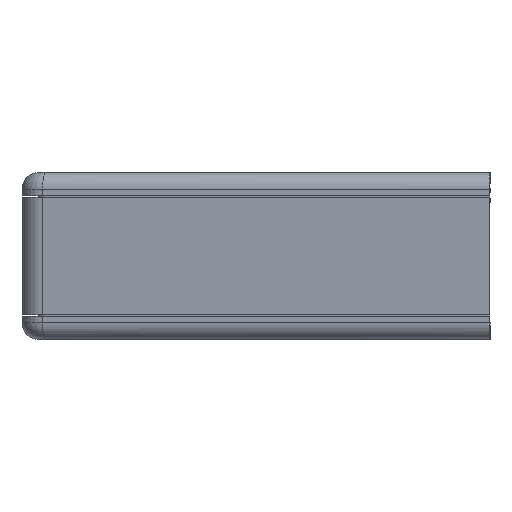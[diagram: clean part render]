
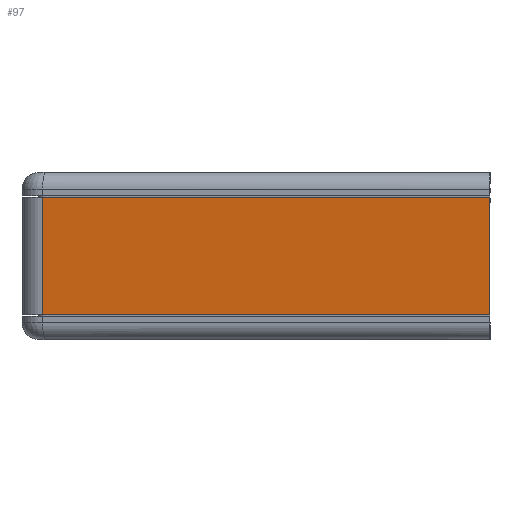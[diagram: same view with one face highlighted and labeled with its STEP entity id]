
A CAD part, left-side view. The second image highlights one B-rep face of the part: STEP entity #97.
In plain terms, the highlighted planar face has unit normal (-0.984, 0.176, 0).
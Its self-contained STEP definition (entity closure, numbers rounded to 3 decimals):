
#26 = LINE ( 'NONE', #1358, #1413 ) ;
#97 = ADVANCED_FACE ( 'NONE', ( #2778 ), #191, .F. ) ;
#191 = PLANE ( 'NONE',  #1453 ) ;
#317 = LINE ( 'NONE', #2013, #669 ) ;
#399 = DIRECTION ( 'NONE',  ( 0.176, 0.984, 0. ) ) ;
#568 = LINE ( 'NONE', #1208, #1306 ) ;
#669 = VECTOR ( 'NONE', #1367, 1000. ) ;
#771 = VERTEX_POINT ( 'NONE', #1430 ) ;
#777 = ORIENTED_EDGE ( 'NONE', *, *, #1290, .T. ) ;
#841 = CARTESIAN_POINT ( 'NONE',  ( -71.721, -1.236, 5. ) ) ;
#1052 = DIRECTION ( 'NONE',  ( 0.984, -0.176, 0. ) ) ;
#1076 = EDGE_CURVE ( 'NONE', #2213, #2656, #1705, .T. ) ;
#1128 = DIRECTION ( 'NONE',  ( 0.176, 0.984, 0. ) ) ;
#1154 = VERTEX_POINT ( 'NONE', #2569 ) ;
#1208 = CARTESIAN_POINT ( 'NONE',  ( -76.5, -28., 5. ) ) ;
#1225 = ORIENTED_EDGE ( 'NONE', *, *, #2070, .T. ) ;
#1262 = CARTESIAN_POINT ( 'NONE',  ( -76.5, -28., -3.5 ) ) ;
#1276 = CARTESIAN_POINT ( 'NONE',  ( -76.679, -29., -3.5 ) ) ;
#1290 = EDGE_CURVE ( 'NONE', #771, #1154, #26, .T. ) ;
#1306 = VECTOR ( 'NONE', #1435, 1000. ) ;
#1358 = CARTESIAN_POINT ( 'NONE',  ( -76.679, -29., 3.5 ) ) ;
#1367 = DIRECTION ( 'NONE',  ( 0., 0., -1. ) ) ;
#1413 = VECTOR ( 'NONE', #1128, 1000. ) ;
#1430 = CARTESIAN_POINT ( 'NONE',  ( -76.5, -28., 3.5 ) ) ;
#1435 = DIRECTION ( 'NONE',  ( 0., 0., -1. ) ) ;
#1453 = AXIS2_PLACEMENT_3D ( 'NONE', #841, #1052, #1928 ) ;
#1705 = LINE ( 'NONE', #1276, #2087 ) ;
#1743 = EDGE_LOOP ( 'NONE', ( #1225, #2228, #2640, #777 ) ) ;
#1928 = DIRECTION ( 'NONE',  ( 0.176, 0.984, 0. ) ) ;
#2009 = CARTESIAN_POINT ( 'NONE',  ( -71.721, -1.236, -3.5 ) ) ;
#2013 = CARTESIAN_POINT ( 'NONE',  ( -71.721, -1.236, 5. ) ) ;
#2070 = EDGE_CURVE ( 'NONE', #1154, #2656, #317, .T. ) ;
#2087 = VECTOR ( 'NONE', #399, 1000. ) ;
#2170 = EDGE_CURVE ( 'NONE', #771, #2213, #568, .T. ) ;
#2213 = VERTEX_POINT ( 'NONE', #1262 ) ;
#2228 = ORIENTED_EDGE ( 'NONE', *, *, #1076, .F. ) ;
#2569 = CARTESIAN_POINT ( 'NONE',  ( -71.721, -1.236, 3.5 ) ) ;
#2640 = ORIENTED_EDGE ( 'NONE', *, *, #2170, .F. ) ;
#2656 = VERTEX_POINT ( 'NONE', #2009 ) ;
#2778 = FACE_OUTER_BOUND ( 'NONE', #1743, .T. ) ;
